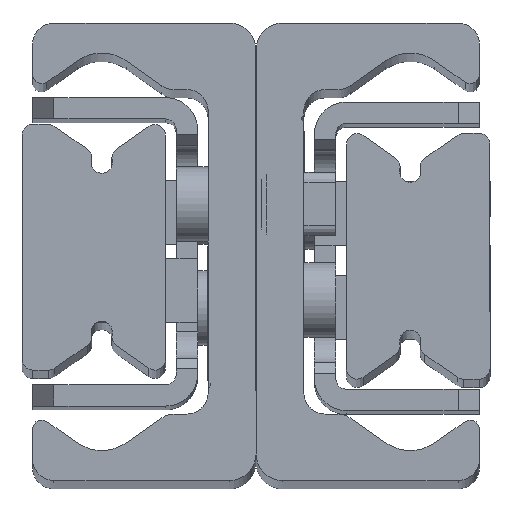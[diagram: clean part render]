
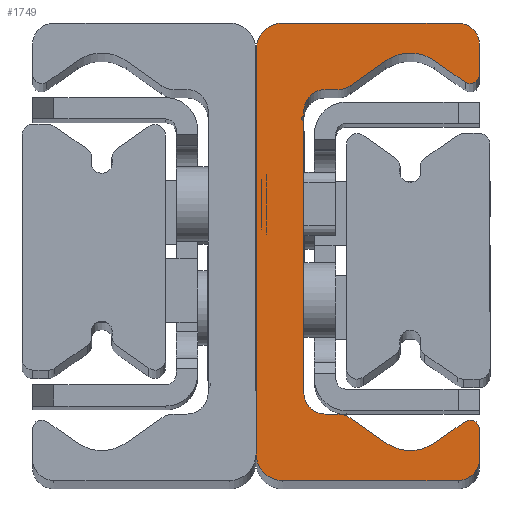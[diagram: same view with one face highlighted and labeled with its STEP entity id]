
A CAD part, top view. The second image highlights one B-rep face of the part: STEP entity #1749.
In plain terms, the highlighted planar face has unit normal (0, 0, 1).
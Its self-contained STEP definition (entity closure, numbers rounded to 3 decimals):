
#725=CARTESIAN_POINT('',(2.499,0.,450.0));
#726=VERTEX_POINT('',#725);
#727=CARTESIAN_POINT('',(-0.001,2.5,450.0));
#728=VERTEX_POINT('',#727);
#729=CARTESIAN_POINT('',(2.499,2.5,450.0));
#730=DIRECTION('',(0.0,0.0,-1.0));
#731=DIRECTION('',(-1.0,0.0,0.0));
#732=AXIS2_PLACEMENT_3D('',#729,#730,#731);
#733=CIRCLE('',#732,2.5);
#734=EDGE_CURVE('',#726,#728,#733,.T.);
#767=CARTESIAN_POINT('',(-0.001,40.5,450.0));
#768=VERTEX_POINT('',#767);
#769=CARTESIAN_POINT('',(-0.001,2.5,450.0));
#770=DIRECTION('',(0.0,1.0,0.0));
#771=VECTOR('',#770,38.);
#772=LINE('',#769,#771);
#773=EDGE_CURVE('',#728,#768,#772,.T.);
#828=CARTESIAN_POINT('',(2.499,43.0,450.0));
#829=VERTEX_POINT('',#828);
#830=CARTESIAN_POINT('',(2.499,40.5,450.0));
#831=DIRECTION('',(0.0,0.0,-1.0));
#832=DIRECTION('',(0.0,1.0,0.0));
#833=AXIS2_PLACEMENT_3D('',#830,#831,#832);
#834=CIRCLE('',#833,2.5);
#835=EDGE_CURVE('',#768,#829,#834,.T.);
#861=CARTESIAN_POINT('',(18.999,43.0,450.0));
#862=VERTEX_POINT('',#861);
#863=CARTESIAN_POINT('',(2.499,43.0,450.0));
#864=DIRECTION('',(1.0,0.0,0.0));
#865=VECTOR('',#864,16.5);
#866=LINE('',#863,#865);
#867=EDGE_CURVE('',#829,#862,#866,.T.);
#892=CARTESIAN_POINT('',(20.999,41.0,450.0));
#893=VERTEX_POINT('',#892);
#894=CARTESIAN_POINT('',(18.999,41.0,450.0));
#895=DIRECTION('',(0.0,0.0,-1.0));
#896=DIRECTION('',(1.0,0.0,0.0));
#897=AXIS2_PLACEMENT_3D('',#894,#895,#896);
#898=CIRCLE('',#897,2.);
#899=EDGE_CURVE('',#862,#893,#898,.T.);
#925=CARTESIAN_POINT('',(20.999,38.15,450.0));
#926=VERTEX_POINT('',#925);
#927=CARTESIAN_POINT('',(20.999,41.0,450.0));
#928=DIRECTION('',(0.0,-1.0,0.0));
#929=VECTOR('',#928,2.85);
#930=LINE('',#927,#929);
#931=EDGE_CURVE('',#893,#926,#930,.T.);
#956=CARTESIAN_POINT('',(19.662,37.453,450.0));
#957=VERTEX_POINT('',#956);
#958=CARTESIAN_POINT('',(20.149,38.15,450.0));
#959=DIRECTION('',(0.0,0.0,-1.0));
#960=DIRECTION('',(-0.574,-0.819,0.0));
#961=AXIS2_PLACEMENT_3D('',#958,#959,#960);
#962=CIRCLE('',#961,0.85);
#963=EDGE_CURVE('',#926,#957,#962,.T.);
#989=CARTESIAN_POINT('',(16.794,39.462,450.0));
#990=VERTEX_POINT('',#989);
#991=CARTESIAN_POINT('',(19.662,37.453,450.0));
#992=DIRECTION('',(-0.819,0.574,0.0));
#993=VECTOR('',#992,3.501);
#994=LINE('',#991,#993);
#995=EDGE_CURVE('',#957,#990,#994,.T.);
#1020=CARTESIAN_POINT('',(12.205,39.462,450.0));
#1021=VERTEX_POINT('',#1020);
#1022=CARTESIAN_POINT('',(14.499,36.185,450.0));
#1023=DIRECTION('',(0.0,0.0,1.0));
#1024=DIRECTION('',(-0.574,-0.819,0.0));
#1025=AXIS2_PLACEMENT_3D('',#1022,#1023,#1024);
#1026=CIRCLE('',#1025,4.);
#1027=EDGE_CURVE('',#990,#1021,#1026,.T.);
#1053=CARTESIAN_POINT('',(8.849,37.112,450.0));
#1054=VERTEX_POINT('',#1053);
#1055=CARTESIAN_POINT('',(12.205,39.462,450.0));
#1056=DIRECTION('',(-0.819,-0.574,0.0));
#1057=VECTOR('',#1056,4.097);
#1058=LINE('',#1055,#1057);
#1059=EDGE_CURVE('',#1021,#1054,#1058,.T.);
#1084=CARTESIAN_POINT('',(7.702,36.75,450.0));
#1085=VERTEX_POINT('',#1084);
#1086=CARTESIAN_POINT('',(7.702,38.75,450.0));
#1087=DIRECTION('',(0.0,0.0,-1.0));
#1088=DIRECTION('',(0.0,-1.0,0.0));
#1089=AXIS2_PLACEMENT_3D('',#1086,#1087,#1088);
#1090=CIRCLE('',#1089,2.);
#1091=EDGE_CURVE('',#1054,#1085,#1090,.T.);
#1117=CARTESIAN_POINT('',(6.499,36.75,450.0));
#1118=VERTEX_POINT('',#1117);
#1119=CARTESIAN_POINT('',(7.702,36.75,450.0));
#1120=DIRECTION('',(-1.0,0.0,0.0));
#1121=VECTOR('',#1120,1.203);
#1122=LINE('',#1119,#1121);
#1123=EDGE_CURVE('',#1085,#1118,#1122,.T.);
#1148=CARTESIAN_POINT('',(4.499,34.75,450.0));
#1149=VERTEX_POINT('',#1148);
#1150=CARTESIAN_POINT('',(6.499,34.75,450.0));
#1151=DIRECTION('',(0.0,0.0,1.0));
#1152=DIRECTION('',(0.0,-1.0,0.0));
#1153=AXIS2_PLACEMENT_3D('',#1150,#1151,#1152);
#1154=CIRCLE('',#1153,2.0);
#1155=EDGE_CURVE('',#1118,#1149,#1154,.T.);
#1181=CARTESIAN_POINT('',(4.499,34.361,450.0));
#1182=VERTEX_POINT('',#1181);
#1183=CARTESIAN_POINT('',(4.499,34.75,450.0));
#1184=DIRECTION('',(0.0,-1.0,0.0));
#1185=VECTOR('',#1184,0.389);
#1186=LINE('',#1183,#1185);
#1187=EDGE_CURVE('',#1149,#1182,#1186,.T.);
#1212=CARTESIAN_POINT('',(4.411,34.234,450.0));
#1213=VERTEX_POINT('',#1212);
#1214=CARTESIAN_POINT('',(4.363,34.361,450.0));
#1215=DIRECTION('',(0.0,0.0,-1.));
#1216=DIRECTION('',(0.353,-0.936,0.0));
#1217=AXIS2_PLACEMENT_3D('',#1214,#1215,#1216);
#1218=CIRCLE('',#1217,0.136);
#1219=EDGE_CURVE('',#1182,#1213,#1218,.T.);
#1245=CARTESIAN_POINT('',(4.422,33.762,450.0));
#1246=VERTEX_POINT('',#1245);
#1247=CARTESIAN_POINT('',(4.499,34.0,450.0));
#1248=DIRECTION('',(0.0,0.0,1.));
#1249=DIRECTION('',(0.353,-0.936,0.0));
#1250=AXIS2_PLACEMENT_3D('',#1247,#1248,#1249);
#1251=CIRCLE('',#1250,0.25);
#1252=EDGE_CURVE('',#1213,#1246,#1251,.T.);
#1278=CARTESIAN_POINT('',(4.499,33.656,450.0));
#1279=VERTEX_POINT('',#1278);
#1280=CARTESIAN_POINT('',(4.387,33.656,450.0));
#1281=DIRECTION('',(0.0,0.0,-1.0));
#1282=DIRECTION('',(1.0,0.0,0.0));
#1283=AXIS2_PLACEMENT_3D('',#1280,#1281,#1282);
#1284=CIRCLE('',#1283,0.112);
#1285=EDGE_CURVE('',#1246,#1279,#1284,.T.);
#1311=CARTESIAN_POINT('',(4.499,8.25,450.0));
#1312=VERTEX_POINT('',#1311);
#1313=CARTESIAN_POINT('',(4.499,33.656,450.0));
#1314=DIRECTION('',(0.0,-1.0,0.0));
#1315=VECTOR('',#1314,25.406);
#1316=LINE('',#1313,#1315);
#1317=EDGE_CURVE('',#1279,#1312,#1316,.T.);
#1372=CARTESIAN_POINT('',(6.499,6.25,450.0));
#1373=VERTEX_POINT('',#1372);
#1374=CARTESIAN_POINT('',(6.499,8.25,450.0));
#1375=DIRECTION('',(0.0,0.0,1.0));
#1376=DIRECTION('',(1.0,0.0,0.0));
#1377=AXIS2_PLACEMENT_3D('',#1374,#1375,#1376);
#1378=CIRCLE('',#1377,2.0);
#1379=EDGE_CURVE('',#1312,#1373,#1378,.T.);
#1405=CARTESIAN_POINT('',(7.702,6.25,450.0));
#1406=VERTEX_POINT('',#1405);
#1407=CARTESIAN_POINT('',(6.499,6.25,450.0));
#1408=DIRECTION('',(1.0,0.0,0.0));
#1409=VECTOR('',#1408,1.203);
#1410=LINE('',#1407,#1409);
#1411=EDGE_CURVE('',#1373,#1406,#1410,.T.);
#1436=CARTESIAN_POINT('',(8.849,5.888,450.0));
#1437=VERTEX_POINT('',#1436);
#1438=CARTESIAN_POINT('',(7.702,4.25,450.0));
#1439=DIRECTION('',(0.0,0.0,-1.0));
#1440=DIRECTION('',(0.574,0.819,0.0));
#1441=AXIS2_PLACEMENT_3D('',#1438,#1439,#1440);
#1442=CIRCLE('',#1441,2.);
#1443=EDGE_CURVE('',#1406,#1437,#1442,.T.);
#1469=CARTESIAN_POINT('',(12.205,3.538,450.0));
#1470=VERTEX_POINT('',#1469);
#1471=CARTESIAN_POINT('',(8.849,5.888,450.0));
#1472=DIRECTION('',(0.819,-0.574,0.0));
#1473=VECTOR('',#1472,4.097);
#1474=LINE('',#1471,#1473);
#1475=EDGE_CURVE('',#1437,#1470,#1474,.T.);
#1500=CARTESIAN_POINT('',(16.794,3.538,450.0));
#1501=VERTEX_POINT('',#1500);
#1502=CARTESIAN_POINT('',(14.499,6.815,450.0));
#1503=DIRECTION('',(0.0,0.0,1.0));
#1504=DIRECTION('',(0.574,0.819,0.0));
#1505=AXIS2_PLACEMENT_3D('',#1502,#1503,#1504);
#1506=CIRCLE('',#1505,4.);
#1507=EDGE_CURVE('',#1470,#1501,#1506,.T.);
#1533=CARTESIAN_POINT('',(19.662,5.547,450.0));
#1534=VERTEX_POINT('',#1533);
#1535=CARTESIAN_POINT('',(16.794,3.538,450.0));
#1536=DIRECTION('',(0.819,0.574,0.0));
#1537=VECTOR('',#1536,3.501);
#1538=LINE('',#1535,#1537);
#1539=EDGE_CURVE('',#1501,#1534,#1538,.T.);
#1564=CARTESIAN_POINT('',(20.999,4.85,450.0));
#1565=VERTEX_POINT('',#1564);
#1566=CARTESIAN_POINT('',(20.149,4.85,450.0));
#1567=DIRECTION('',(0.0,0.0,-1.0));
#1568=DIRECTION('',(1.0,0.0,0.0));
#1569=AXIS2_PLACEMENT_3D('',#1566,#1567,#1568);
#1570=CIRCLE('',#1569,0.85);
#1571=EDGE_CURVE('',#1534,#1565,#1570,.T.);
#1597=CARTESIAN_POINT('',(20.999,2.,450.0));
#1598=VERTEX_POINT('',#1597);
#1599=CARTESIAN_POINT('',(20.999,4.85,450.0));
#1600=DIRECTION('',(0.0,-1.0,0.0));
#1601=VECTOR('',#1600,2.85);
#1602=LINE('',#1599,#1601);
#1603=EDGE_CURVE('',#1565,#1598,#1602,.T.);
#1628=CARTESIAN_POINT('',(18.999,0.,450.0));
#1629=VERTEX_POINT('',#1628);
#1630=CARTESIAN_POINT('',(18.999,2.,450.0));
#1631=DIRECTION('',(0.0,0.0,-1.0));
#1632=DIRECTION('',(0.0,-1.0,0.0));
#1633=AXIS2_PLACEMENT_3D('',#1630,#1631,#1632);
#1634=CIRCLE('',#1633,2.);
#1635=EDGE_CURVE('',#1598,#1629,#1634,.T.);
#1661=CARTESIAN_POINT('',(18.999,0.,450.0));
#1662=DIRECTION('',(-1.0,0.0,0.0));
#1663=VECTOR('',#1662,16.5);
#1664=LINE('',#1661,#1663);
#1665=EDGE_CURVE('',#1629,#726,#1664,.T.);
#1714=CARTESIAN_POINT('',(7.822,21.517,450.0));
#1715=DIRECTION('',(0.0,0.0,1.0));
#1716=DIRECTION('',(1.0,0.0,0.0));
#1717=AXIS2_PLACEMENT_3D('',#1714,#1715,#1716);
#1718=PLANE('',#1717);
#1719=ORIENTED_EDGE('',*,*,#734,.F.);
#1720=ORIENTED_EDGE('',*,*,#1665,.F.);
#1721=ORIENTED_EDGE('',*,*,#1635,.F.);
#1722=ORIENTED_EDGE('',*,*,#1603,.F.);
#1723=ORIENTED_EDGE('',*,*,#1571,.F.);
#1724=ORIENTED_EDGE('',*,*,#1539,.F.);
#1725=ORIENTED_EDGE('',*,*,#1507,.F.);
#1726=ORIENTED_EDGE('',*,*,#1475,.F.);
#1727=ORIENTED_EDGE('',*,*,#1443,.F.);
#1728=ORIENTED_EDGE('',*,*,#1411,.F.);
#1729=ORIENTED_EDGE('',*,*,#1379,.F.);
#1730=ORIENTED_EDGE('',*,*,#1317,.F.);
#1731=ORIENTED_EDGE('',*,*,#1285,.F.);
#1732=ORIENTED_EDGE('',*,*,#1252,.F.);
#1733=ORIENTED_EDGE('',*,*,#1219,.F.);
#1734=ORIENTED_EDGE('',*,*,#1187,.F.);
#1735=ORIENTED_EDGE('',*,*,#1155,.F.);
#1736=ORIENTED_EDGE('',*,*,#1123,.F.);
#1737=ORIENTED_EDGE('',*,*,#1091,.F.);
#1738=ORIENTED_EDGE('',*,*,#1059,.F.);
#1739=ORIENTED_EDGE('',*,*,#1027,.F.);
#1740=ORIENTED_EDGE('',*,*,#995,.F.);
#1741=ORIENTED_EDGE('',*,*,#963,.F.);
#1742=ORIENTED_EDGE('',*,*,#931,.F.);
#1743=ORIENTED_EDGE('',*,*,#899,.F.);
#1744=ORIENTED_EDGE('',*,*,#867,.F.);
#1745=ORIENTED_EDGE('',*,*,#835,.F.);
#1746=ORIENTED_EDGE('',*,*,#773,.F.);
#1747=EDGE_LOOP('',(#1719,#1720,#1721,#1722,#1723,#1724,#1725,#1726,#1727,#1728,#1729,#1730,#1731,#1732,#1733,#1734,#1735,#1736,#1737,#1738,#1739,#1740,#1741,#1742,#1743,#1744,#1745,#1746));
#1748=FACE_OUTER_BOUND('',#1747,.T.);
#1749=ADVANCED_FACE('',(#1748),#1718,.T.);
